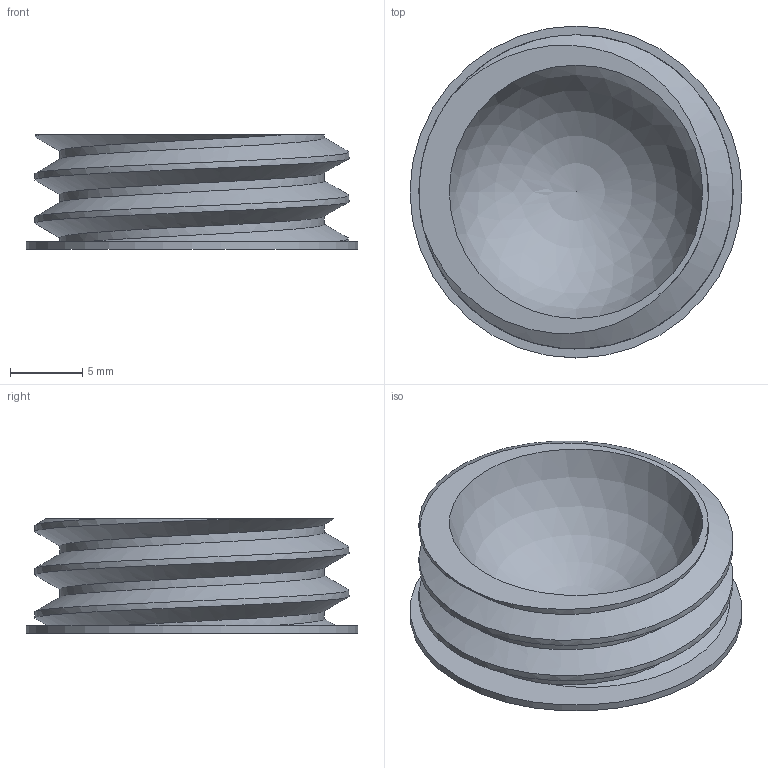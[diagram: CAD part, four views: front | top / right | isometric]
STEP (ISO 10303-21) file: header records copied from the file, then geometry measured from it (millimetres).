
FILE_DESCRIPTION(/* description */ (''),/* implementation_level */ '2;1');
FILE_NAME(/* name */ 'Base V2.step',/* time_stamp */ '2021-02-11T22:26:39+01:00',/* author */ (''),/* organization */ (''),/* preprocessor_version */ 'ST-DEVELOPER v18.1',/* originating_system */ 'Autodesk Translation Framework v9.7.1.1290',/* authorisation */ '');
FILE_SCHEMA (('AUTOMOTIVE_DESIGN { 1 0 10303 214 3 1 1 }'));
Length unit declared in the file: millimetre
Products named in the file (1): Base
Bounding box: 23 x 23 x 7.9 mm (x, y, z)
Volume: 1506.1 mm3; surface area: 1793 mm2
Topology: 1 solids, 1 shells, 14 faces, 33 edges, 22 vertices
Faces by surface type: cylinder 8, plane 3, bspline 2, sphere 1
Full cylindrical faces by diameter (mm): 18.337 x1, 21.765 x2, 23 x1
Entity records: 1484 total; most frequent: CARTESIAN_POINT 1155, ORIENTED_EDGE 64, DIRECTION 48, EDGE_CURVE 32, VERTEX_POINT 22, AXIS2_PLACEMENT_3D 21, B_SPLINE_CURVE_WITH_KNOTS 18, EDGE_LOOP 16
